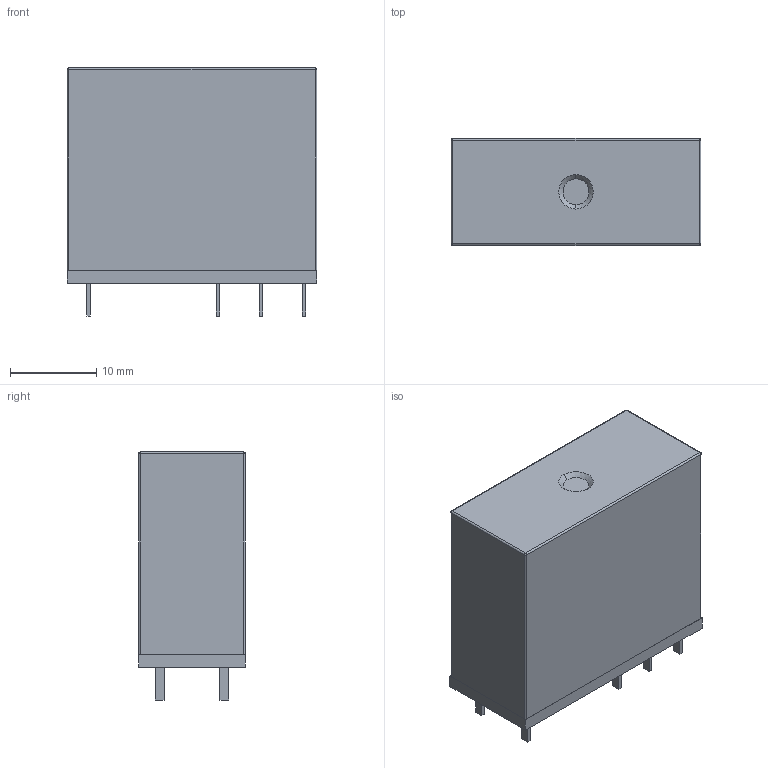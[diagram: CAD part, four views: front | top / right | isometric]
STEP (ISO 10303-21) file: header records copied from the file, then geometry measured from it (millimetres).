
FILE_DESCRIPTION((''),'2;1');
FILE_NAME('REL_FINDER_50.12.stp','2012-11-14T08:27:58',(''),(''),'Mechanical Desktop 2011','Mechanical Desktop 2011',', , ');
FILE_SCHEMA(('AUTOMOTIVE_DESIGN { 1 2 10303 214 1 1 1 1 }'));
Length unit declared in the file: millimetre
Products named in the file (1): Product
Bounding box: 29 x 12.4 x 28.8 mm (x, y, z)
Volume: 8977.3 mm3; surface area: 3622.8 mm2
Topology: 10 solids, 10 shells, 102 faces, 228 edges, 147 vertices
Faces by surface type: plane 62, bspline 25, cylinder 8, sphere 5, cone 2
Entity records: 2809 total; most frequent: CARTESIAN_POINT 551, ORIENTED_EDGE 452, DIRECTION 406, EDGE_CURVE 226, VECTOR 202, LINE 202, VERTEX_POINT 147, EDGE_LOOP 105
